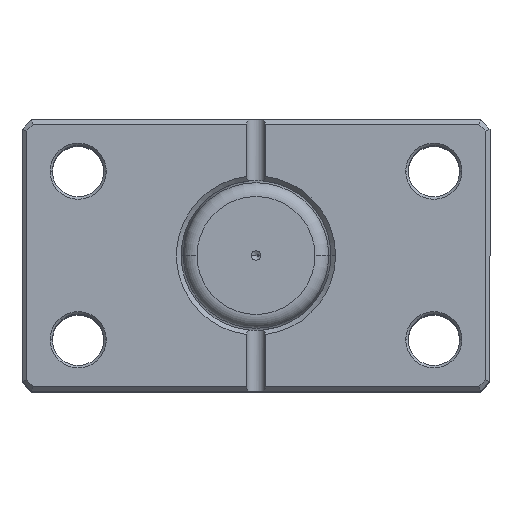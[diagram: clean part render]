
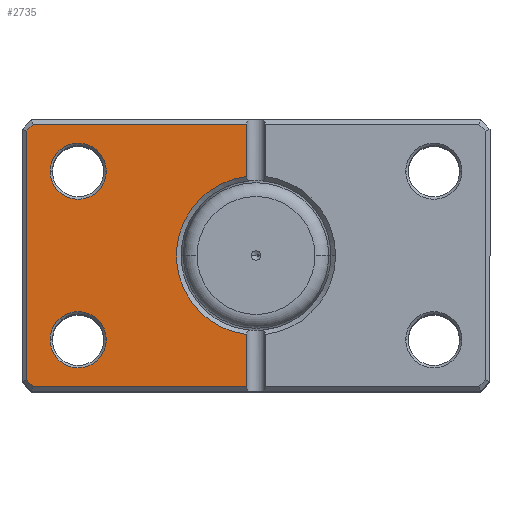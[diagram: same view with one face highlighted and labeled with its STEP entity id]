
A CAD part, top view. The second image highlights one B-rep face of the part: STEP entity #2735.
In plain terms, the highlighted face is planar.
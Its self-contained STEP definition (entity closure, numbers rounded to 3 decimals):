
#37 = AXIS2_PLACEMENT_3D ( 'NONE', #2751, #6259, #3257 ) ;
#42 = AXIS2_PLACEMENT_3D ( 'NONE', #6249, #3236, #134 ) ;
#43 = AXIS2_PLACEMENT_3D ( 'NONE', #4721, #1661, #5250 ) ;
#56 = ORIENTED_EDGE ( 'NONE', *, *, #5854, .T. ) ;
#134 = DIRECTION ( 'NONE',  ( 1., 0., 0. ) ) ;
#140 = VERTEX_POINT ( 'NONE', #4910 ) ;
#161 = DIRECTION ( 'NONE',  ( 0., 1., 0. ) ) ;
#187 = DIRECTION ( 'NONE',  ( 0., -1., 0. ) ) ;
#344 = VERTEX_POINT ( 'NONE', #5803 ) ;
#675 = DIRECTION ( 'NONE',  ( 0.707, -0.707, 0. ) ) ;
#686 = AXIS2_PLACEMENT_3D ( 'NONE', #4108, #1039, #4608 ) ;
#725 = AXIS2_PLACEMENT_3D ( 'NONE', #6064, #3031, #6502 ) ;
#847 = CARTESIAN_POINT ( 'NONE',  ( 2., 28., 0. ) ) ;
#914 = EDGE_LOOP ( 'NONE', ( #56, #1586, #1744, #6267, #2590, #2891, #2026, #3678 ) ) ;
#986 = LINE ( 'NONE', #4244, #4735 ) ;
#1039 = DIRECTION ( 'NONE',  ( 0., 0., 1. ) ) ;
#1074 = VERTEX_POINT ( 'NONE', #4665 ) ;
#1089 = VERTEX_POINT ( 'NONE', #3727 ) ;
#1133 = LINE ( 'NONE', #4746, #6380 ) ;
#1201 = CARTESIAN_POINT ( 'NONE',  ( 0., -28., 0. ) ) ;
#1217 = EDGE_LOOP ( 'NONE', ( #2176, #3830 ) ) ;
#1229 = CARTESIAN_POINT ( 'NONE',  ( 32., 18., 0. ) ) ;
#1414 = DIRECTION ( 'NONE',  ( 0., 0., 1. ) ) ;
#1586 = ORIENTED_EDGE ( 'NONE', *, *, #5857, .T. ) ;
#1627 = CIRCLE ( 'NONE', #42, 6. ) ;
#1629 = EDGE_LOOP ( 'NONE', ( #2886, #1837 ) ) ;
#1661 = DIRECTION ( 'NONE',  ( 0., 0., 1. ) ) ;
#1680 = VERTEX_POINT ( 'NONE', #4710 ) ;
#1687 = DIRECTION ( 'NONE',  ( 0., 1., 0. ) ) ;
#1731 = DIRECTION ( 'NONE',  ( -1., 0., 0. ) ) ;
#1744 = ORIENTED_EDGE ( 'NONE', *, *, #5869, .T. ) ;
#1837 = ORIENTED_EDGE ( 'NONE', *, *, #5841, .T. ) ;
#2026 = ORIENTED_EDGE ( 'NONE', *, *, #5892, .T. ) ;
#2056 = VECTOR ( 'NONE', #187, 1000. ) ;
#2145 = AXIS2_PLACEMENT_3D ( 'NONE', #6527, #1414, #6471 ) ;
#2176 = ORIENTED_EDGE ( 'NONE', *, *, #5005, .T. ) ;
#2220 = LINE ( 'NONE', #4758, #2387 ) ;
#2387 = VECTOR ( 'NONE', #5290, 1000. ) ;
#2499 = VERTEX_POINT ( 'NONE', #3445 ) ;
#2546 = CIRCLE ( 'NONE', #37, 17. ) ;
#2590 = ORIENTED_EDGE ( 'NONE', *, *, #5877, .T. ) ;
#2634 = FACE_BOUND ( 'NONE', #1217, .T. ) ;
#2735 = ADVANCED_FACE ( 'NONE', ( #5313, #2634, #2785 ), #5056, .F. ) ;
#2751 = CARTESIAN_POINT ( 'NONE',  ( 0., 0., 0. ) ) ;
#2785 = FACE_OUTER_BOUND ( 'NONE', #914, .T. ) ;
#2886 = ORIENTED_EDGE ( 'NONE', *, *, #5082, .T. ) ;
#2891 = ORIENTED_EDGE ( 'NONE', *, *, #5879, .T. ) ;
#3031 = DIRECTION ( 'NONE',  ( 0., 0., 1. ) ) ;
#3236 = DIRECTION ( 'NONE',  ( 0., 0., 1. ) ) ;
#3247 = VECTOR ( 'NONE', #1731, 1000. ) ;
#3257 = DIRECTION ( 'NONE',  ( 1., 0., 0. ) ) ;
#3275 = CARTESIAN_POINT ( 'NONE',  ( 37.793, -37.793, 0. ) ) ;
#3403 = LINE ( 'NONE', #1201, #3247 ) ;
#3445 = CARTESIAN_POINT ( 'NONE',  ( 2., -16.882, 0. ) ) ;
#3512 = CARTESIAN_POINT ( 'NONE',  ( 49., -26.586, 0. ) ) ;
#3561 = LINE ( 'NONE', #3750, #4889 ) ;
#3678 = ORIENTED_EDGE ( 'NONE', *, *, #5893, .T. ) ;
#3727 = CARTESIAN_POINT ( 'NONE',  ( 49., 26.586, 0. ) ) ;
#3750 = CARTESIAN_POINT ( 'NONE',  ( 2., 29., 0. ) ) ;
#3830 = ORIENTED_EDGE ( 'NONE', *, *, #5843, .T. ) ;
#3872 = CIRCLE ( 'NONE', #43, 6. ) ;
#3876 = VERTEX_POINT ( 'NONE', #1229 ) ;
#3909 = CARTESIAN_POINT ( 'NONE',  ( 47.586, 28., 0. ) ) ;
#3934 = CARTESIAN_POINT ( 'NONE',  ( 47.586, -28., 0. ) ) ;
#3964 = VERTEX_POINT ( 'NONE', #3909 ) ;
#4007 = CIRCLE ( 'NONE', #725, 6. ) ;
#4108 = CARTESIAN_POINT ( 'NONE',  ( 38., -18., 0. ) ) ;
#4244 = CARTESIAN_POINT ( 'NONE',  ( 37.793, 37.793, 0. ) ) ;
#4608 = DIRECTION ( 'NONE',  ( 1., 0., 0. ) ) ;
#4665 = CARTESIAN_POINT ( 'NONE',  ( 2., -28., 0. ) ) ;
#4710 = CARTESIAN_POINT ( 'NONE',  ( 2., 16.882, 0. ) ) ;
#4721 = CARTESIAN_POINT ( 'NONE',  ( 38., -18., 0. ) ) ;
#4735 = VECTOR ( 'NONE', #675, 1000. ) ;
#4746 = CARTESIAN_POINT ( 'NONE',  ( 2., 29., 0. ) ) ;
#4755 = CARTESIAN_POINT ( 'NONE',  ( 32., -18., 0. ) ) ;
#4758 = CARTESIAN_POINT ( 'NONE',  ( 0., 28., 0. ) ) ;
#4836 = VERTEX_POINT ( 'NONE', #3512 ) ;
#4889 = VECTOR ( 'NONE', #161, 1000. ) ;
#4910 = CARTESIAN_POINT ( 'NONE',  ( 44., -18., 0. ) ) ;
#4940 = VERTEX_POINT ( 'NONE', #847 ) ;
#5005 = EDGE_CURVE ( 'NONE', #3876, #344, #4007, .T. ) ;
#5056 = PLANE ( 'NONE',  #2145 ) ;
#5082 = EDGE_CURVE ( 'NONE', #6275, #140, #5942, .T. ) ;
#5250 = DIRECTION ( 'NONE',  ( 1., 0., 0. ) ) ;
#5261 = VERTEX_POINT ( 'NONE', #3934 ) ;
#5290 = DIRECTION ( 'NONE',  ( 1., 0., 0. ) ) ;
#5313 = FACE_BOUND ( 'NONE', #1629, .T. ) ;
#5803 = CARTESIAN_POINT ( 'NONE',  ( 44., 18., 0. ) ) ;
#5809 = DIRECTION ( 'NONE',  ( -0.707, -0.707, 0. ) ) ;
#5841 = EDGE_CURVE ( 'NONE', #140, #6275, #3872, .T. ) ;
#5843 = EDGE_CURVE ( 'NONE', #344, #3876, #1627, .T. ) ;
#5854 = EDGE_CURVE ( 'NONE', #1074, #2499, #1133, .T. ) ;
#5857 = EDGE_CURVE ( 'NONE', #2499, #1680, #2546, .T. ) ;
#5869 = EDGE_CURVE ( 'NONE', #1680, #4940, #3561, .T. ) ;
#5870 = EDGE_CURVE ( 'NONE', #4940, #3964, #2220, .T. ) ;
#5877 = EDGE_CURVE ( 'NONE', #3964, #1089, #986, .T. ) ;
#5879 = EDGE_CURVE ( 'NONE', #1089, #4836, #6235, .T. ) ;
#5892 = EDGE_CURVE ( 'NONE', #4836, #5261, #6109, .T. ) ;
#5893 = EDGE_CURVE ( 'NONE', #5261, #1074, #3403, .T. ) ;
#5942 = CIRCLE ( 'NONE', #686, 6. ) ;
#5965 = VECTOR ( 'NONE', #5809, 1000. ) ;
#6064 = CARTESIAN_POINT ( 'NONE',  ( 38., 18., 0. ) ) ;
#6109 = LINE ( 'NONE', #3275, #5965 ) ;
#6235 = LINE ( 'NONE', #6278, #2056 ) ;
#6249 = CARTESIAN_POINT ( 'NONE',  ( 38., 18., 0. ) ) ;
#6259 = DIRECTION ( 'NONE',  ( 0., 0., 1. ) ) ;
#6267 = ORIENTED_EDGE ( 'NONE', *, *, #5870, .T. ) ;
#6275 = VERTEX_POINT ( 'NONE', #4755 ) ;
#6278 = CARTESIAN_POINT ( 'NONE',  ( 49., 0., 0. ) ) ;
#6380 = VECTOR ( 'NONE', #1687, 1000. ) ;
#6471 = DIRECTION ( 'NONE',  ( 1., 0., 0. ) ) ;
#6502 = DIRECTION ( 'NONE',  ( 1., 0., 0. ) ) ;
#6527 = CARTESIAN_POINT ( 'NONE',  ( 0., 0., 0. ) ) ;
